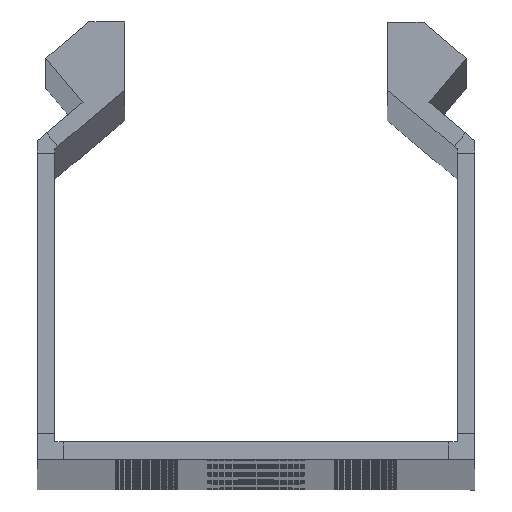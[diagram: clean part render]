
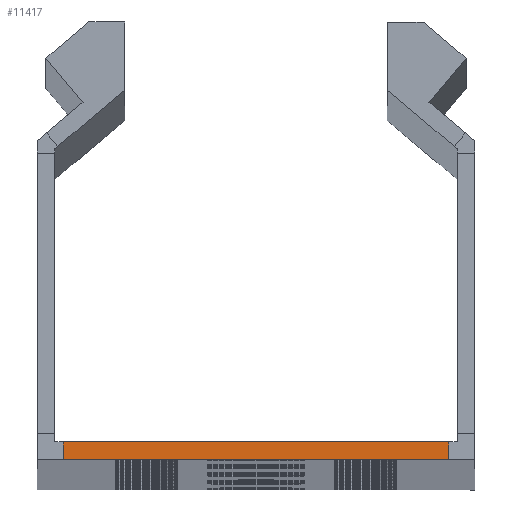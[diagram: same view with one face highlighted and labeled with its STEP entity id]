
A CAD part, top view. The second image highlights one B-rep face of the part: STEP entity #11417.
In plain terms, the highlighted planar face has unit normal (0, 0, 1).
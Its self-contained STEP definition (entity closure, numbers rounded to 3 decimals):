
#367 = CARTESIAN_POINT ( 'NONE',  ( 23., 3., 1000. ) ) ;
#486 = ORIENTED_EDGE ( 'NONE', *, *, #3513, .T. ) ;
#971 = VERTEX_POINT ( 'NONE', #13485 ) ;
#1146 = CARTESIAN_POINT ( 'NONE',  ( -22., 2., 1000. ) ) ;
#2007 = LINE ( 'NONE', #21767, #20756 ) ;
#2387 = LINE ( 'NONE', #6071, #10054 ) ;
#3513 = EDGE_CURVE ( 'NONE', #10139, #971, #4417, .T. ) ;
#3830 = VECTOR ( 'NONE', #9686, 1000. ) ;
#4417 = LINE ( 'NONE', #11342, #13617 ) ;
#5092 = DIRECTION ( 'NONE',  ( 0., 0., 1. ) ) ;
#5975 = EDGE_CURVE ( 'NONE', #15910, #14801, #16472, .T. ) ;
#6071 = CARTESIAN_POINT ( 'NONE',  ( -25., 0., 1000. ) ) ;
#7534 = DIRECTION ( 'NONE',  ( 1., 0., 0. ) ) ;
#7963 = CARTESIAN_POINT ( 'NONE',  ( 22., 0., 1000. ) ) ;
#8314 = DIRECTION ( 'NONE',  ( -1., 0., 0. ) ) ;
#9329 = CARTESIAN_POINT ( 'NONE',  ( -22., 0., 1000. ) ) ;
#9686 = DIRECTION ( 'NONE',  ( 0., -1., 0. ) ) ;
#10054 = VECTOR ( 'NONE', #8314, 1000. ) ;
#10139 = VERTEX_POINT ( 'NONE', #7963 ) ;
#11190 = EDGE_CURVE ( 'NONE', #10139, #14801, #2387, .T. ) ;
#11342 = CARTESIAN_POINT ( 'NONE',  ( 22., 0., 1000. ) ) ;
#11417 = ADVANCED_FACE ( 'NONE', ( #13159 ), #29418, .T. ) ;
#13159 = FACE_OUTER_BOUND ( 'NONE', #17610, .T. ) ;
#13485 = CARTESIAN_POINT ( 'NONE',  ( 22., 2., 1000. ) ) ;
#13617 = VECTOR ( 'NONE', #26150, 1000. ) ;
#14801 = VERTEX_POINT ( 'NONE', #9329 ) ;
#15910 = VERTEX_POINT ( 'NONE', #1146 ) ;
#16472 = LINE ( 'NONE', #31566, #3830 ) ;
#17610 = EDGE_LOOP ( 'NONE', ( #29664, #486, #30910, #24956 ) ) ;
#20321 = EDGE_CURVE ( 'NONE', #971, #15910, #2007, .T. ) ;
#20756 = VECTOR ( 'NONE', #24325, 1000. ) ;
#21767 = CARTESIAN_POINT ( 'NONE',  ( -25., 2., 1000. ) ) ;
#24325 = DIRECTION ( 'NONE',  ( -1., 0., 0. ) ) ;
#24956 = ORIENTED_EDGE ( 'NONE', *, *, #5975, .T. ) ;
#26150 = DIRECTION ( 'NONE',  ( 0., 1., 0. ) ) ;
#29418 = PLANE ( 'NONE',  #31485 ) ;
#29664 = ORIENTED_EDGE ( 'NONE', *, *, #11190, .F. ) ;
#30910 = ORIENTED_EDGE ( 'NONE', *, *, #20321, .T. ) ;
#31485 = AXIS2_PLACEMENT_3D ( 'NONE', #367, #5092, #7534 ) ;
#31566 = CARTESIAN_POINT ( 'NONE',  ( -22., 2., 1000. ) ) ;
